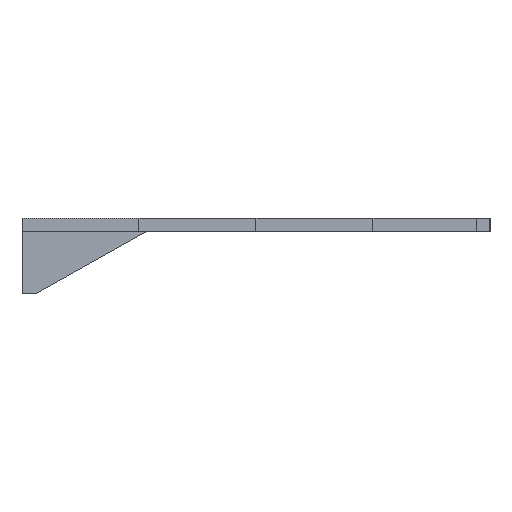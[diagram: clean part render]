
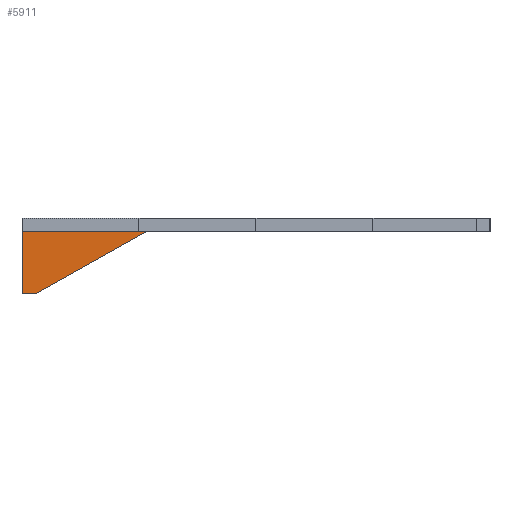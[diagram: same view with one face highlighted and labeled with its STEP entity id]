
A CAD part, left-side view. The second image highlights one B-rep face of the part: STEP entity #5911.
In plain terms, the highlighted planar face has unit normal (-1, 0, 0).
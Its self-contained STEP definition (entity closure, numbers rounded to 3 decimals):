
#3 = DIRECTION ( 'NONE',  ( 0., 0., 1. ) ) ;
#77 = CARTESIAN_POINT ( 'NONE',  ( -10.5, 52.5, 0. ) ) ;
#446 = CARTESIAN_POINT ( 'NONE',  ( -10.5, 24.5, -10.308 ) ) ;
#1220 = EDGE_CURVE ( 'NONE', #27197, #28479, #25455, .T. ) ;
#1261 = VECTOR ( 'NONE', #4759, 1000. ) ;
#1676 = VERTEX_POINT ( 'NONE', #13417 ) ;
#1904 = EDGE_CURVE ( 'NONE', #1676, #32161, #15091, .T. ) ;
#1951 = ORIENTED_EDGE ( 'NONE', *, *, #41454, .F. ) ;
#2003 = ORIENTED_EDGE ( 'NONE', *, *, #18509, .T. ) ;
#2812 = EDGE_CURVE ( 'NONE', #28479, #29478, #25409, .T. ) ;
#3060 = VERTEX_POINT ( 'NONE', #20892 ) ;
#3476 = LINE ( 'NONE', #38586, #18003 ) ;
#3484 = ORIENTED_EDGE ( 'NONE', *, *, #33052, .F. ) ;
#3674 = CARTESIAN_POINT ( 'NONE',  ( -10.5, 42., 0. ) ) ;
#3846 = DIRECTION ( 'NONE',  ( 0., 0., 1. ) ) ;
#4559 = CARTESIAN_POINT ( 'NONE',  ( -10.5, 37., 3. ) ) ;
#4759 = DIRECTION ( 'NONE',  ( 0., 0., 1. ) ) ;
#5020 = VECTOR ( 'NONE', #5832, 1000. ) ;
#5264 = EDGE_CURVE ( 'NONE', #35293, #31431, #29435, .T. ) ;
#5271 = CARTESIAN_POINT ( 'NONE',  ( -10.5, 39.5, 3. ) ) ;
#5832 = DIRECTION ( 'NONE',  ( 0., 1., 0. ) ) ;
#5911 = ADVANCED_FACE ( 'NONE', ( #25859 ), #22646, .F. ) ;
#6165 = DIRECTION ( 'NONE',  ( 0., 1., 0. ) ) ;
#6391 = CARTESIAN_POINT ( 'NONE',  ( -10.5, 42., -10.308 ) ) ;
#6416 = VECTOR ( 'NONE', #11385, 1000. ) ;
#7023 = CARTESIAN_POINT ( 'NONE',  ( -10.5, 52.5, -14. ) ) ;
#7976 = LINE ( 'NONE', #4559, #6416 ) ;
#8311 = CARTESIAN_POINT ( 'NONE',  ( -10.5, 42., 3. ) ) ;
#8440 = VERTEX_POINT ( 'NONE', #3674 ) ;
#9485 = DIRECTION ( 'NONE',  ( 0., 0., 1. ) ) ;
#10269 = LINE ( 'NONE', #446, #17861 ) ;
#10682 = CARTESIAN_POINT ( 'NONE',  ( -10.5, 29.5, -10.308 ) ) ;
#11243 = EDGE_CURVE ( 'NONE', #14759, #25267, #41937, .T. ) ;
#11341 = ORIENTED_EDGE ( 'NONE', *, *, #33720, .T. ) ;
#11385 = DIRECTION ( 'NONE',  ( 0., 1., 0. ) ) ;
#11916 = ORIENTED_EDGE ( 'NONE', *, *, #42365, .F. ) ;
#12502 = VECTOR ( 'NONE', #38061, 1000. ) ;
#12673 = ORIENTED_EDGE ( 'NONE', *, *, #11243, .T. ) ;
#13417 = CARTESIAN_POINT ( 'NONE',  ( -10.5, 32., 0. ) ) ;
#13475 = VECTOR ( 'NONE', #41160, 1000. ) ;
#13588 = CARTESIAN_POINT ( 'NONE',  ( -10.5, 27., 3. ) ) ;
#13876 = DIRECTION ( 'NONE',  ( 0., 1., 0. ) ) ;
#13932 = LINE ( 'NONE', #22705, #39347 ) ;
#14485 = CARTESIAN_POINT ( 'NONE',  ( -10.5, 32., 3. ) ) ;
#14759 = VERTEX_POINT ( 'NONE', #34204 ) ;
#15035 = VERTEX_POINT ( 'NONE', #19844 ) ;
#15091 = LINE ( 'NONE', #21932, #31668 ) ;
#15752 = LINE ( 'NONE', #37784, #22824 ) ;
#15851 = EDGE_CURVE ( 'NONE', #15035, #39804, #10269, .T. ) ;
#15933 = DIRECTION ( 'NONE',  ( 0., 0., 1. ) ) ;
#16131 = EDGE_CURVE ( 'NONE', #25267, #40010, #41048, .T. ) ;
#16729 = VERTEX_POINT ( 'NONE', #34964 ) ;
#17186 = ORIENTED_EDGE ( 'NONE', *, *, #2812, .T. ) ;
#17609 = LINE ( 'NONE', #34072, #1261 ) ;
#17861 = VECTOR ( 'NONE', #3, 1000. ) ;
#17925 = ORIENTED_EDGE ( 'NONE', *, *, #15851, .T. ) ;
#18003 = VECTOR ( 'NONE', #9485, 1000. ) ;
#18060 = CARTESIAN_POINT ( 'NONE',  ( -10.5, 52.5, -14. ) ) ;
#18290 = VERTEX_POINT ( 'NONE', #40921 ) ;
#18509 = EDGE_CURVE ( 'NONE', #16729, #14759, #13932, .T. ) ;
#18528 = DIRECTION ( 'NONE',  ( 0., 0., 1. ) ) ;
#18739 = VECTOR ( 'NONE', #6165, 1000. ) ;
#18818 = ORIENTED_EDGE ( 'NONE', *, *, #26963, .F. ) ;
#19033 = CARTESIAN_POINT ( 'NONE',  ( -10.5, 0., 0. ) ) ;
#19067 = VERTEX_POINT ( 'NONE', #30350 ) ;
#19271 = VECTOR ( 'NONE', #34527, 1000. ) ;
#19508 = LINE ( 'NONE', #35142, #5020 ) ;
#19578 = LINE ( 'NONE', #20004, #33250 ) ;
#19623 = EDGE_CURVE ( 'NONE', #39804, #23429, #19508, .T. ) ;
#19761 = LINE ( 'NONE', #28969, #19818 ) ;
#19791 = DIRECTION ( 'NONE',  ( 0., 0.873, -0.489 ) ) ;
#19818 = VECTOR ( 'NONE', #26390, 1000. ) ;
#19844 = CARTESIAN_POINT ( 'NONE',  ( -10.5, 24.5, 0. ) ) ;
#20004 = CARTESIAN_POINT ( 'NONE',  ( -10.5, 49.5, -14. ) ) ;
#20039 = ORIENTED_EDGE ( 'NONE', *, *, #36959, .F. ) ;
#20892 = CARTESIAN_POINT ( 'NONE',  ( -10.5, 27., 0. ) ) ;
#21000 = ORIENTED_EDGE ( 'NONE', *, *, #1904, .T. ) ;
#21932 = CARTESIAN_POINT ( 'NONE',  ( -10.5, 0., 0. ) ) ;
#21935 = CARTESIAN_POINT ( 'NONE',  ( -10.5, 42., 3. ) ) ;
#22223 = LINE ( 'NONE', #19033, #40459 ) ;
#22646 = PLANE ( 'NONE',  #28370 ) ;
#22705 = CARTESIAN_POINT ( 'NONE',  ( -10.5, 0., 0. ) ) ;
#22824 = VECTOR ( 'NONE', #18528, 1000. ) ;
#23429 = VERTEX_POINT ( 'NONE', #13588 ) ;
#24857 = ORIENTED_EDGE ( 'NONE', *, *, #40131, .F. ) ;
#25109 = CARTESIAN_POINT ( 'NONE',  ( -10.5, 52.5, 0. ) ) ;
#25267 = VERTEX_POINT ( 'NONE', #5271 ) ;
#25409 = LINE ( 'NONE', #41684, #18739 ) ;
#25455 = LINE ( 'NONE', #10682, #26832 ) ;
#25859 = FACE_OUTER_BOUND ( 'NONE', #29948, .T. ) ;
#26223 = CARTESIAN_POINT ( 'NONE',  ( -10.5, 52.5, -14. ) ) ;
#26390 = DIRECTION ( 'NONE',  ( 0., 0., 1. ) ) ;
#26479 = ORIENTED_EDGE ( 'NONE', *, *, #31062, .T. ) ;
#26499 = ORIENTED_EDGE ( 'NONE', *, *, #16131, .T. ) ;
#26574 = ORIENTED_EDGE ( 'NONE', *, *, #36000, .T. ) ;
#26832 = VECTOR ( 'NONE', #3846, 1000. ) ;
#26963 = EDGE_CURVE ( 'NONE', #1676, #29478, #19761, .T. ) ;
#27131 = DIRECTION ( 'NONE',  ( 1., 0., 0. ) ) ;
#27197 = VERTEX_POINT ( 'NONE', #40293 ) ;
#27473 = LINE ( 'NONE', #18060, #19271 ) ;
#27937 = CARTESIAN_POINT ( 'NONE',  ( -10.5, 29.5, 3. ) ) ;
#28133 = DIRECTION ( 'NONE',  ( 0., 1., 0. ) ) ;
#28370 = AXIS2_PLACEMENT_3D ( 'NONE', #6391, #27131, #13876 ) ;
#28479 = VERTEX_POINT ( 'NONE', #27937 ) ;
#28797 = EDGE_CURVE ( 'NONE', #35293, #38957, #27473, .T. ) ;
#28969 = CARTESIAN_POINT ( 'NONE',  ( -10.5, 32., -10.308 ) ) ;
#29435 = LINE ( 'NONE', #26223, #29827 ) ;
#29478 = VERTEX_POINT ( 'NONE', #14485 ) ;
#29599 = CARTESIAN_POINT ( 'NONE',  ( -10.5, 42., -10.308 ) ) ;
#29827 = VECTOR ( 'NONE', #39278, 1000. ) ;
#29948 = EDGE_LOOP ( 'NONE', ( #31661, #24857, #17925, #32841, #3484, #26479, #39966, #17186, #18818, #21000, #11341, #26574, #11916, #2003, #12673, #26499, #20039, #1951, #40443 ) ) ;
#30350 = CARTESIAN_POINT ( 'NONE',  ( -10.5, 37., 3. ) ) ;
#30831 = VECTOR ( 'NONE', #35310, 1000. ) ;
#31062 = EDGE_CURVE ( 'NONE', #3060, #27197, #22223, .T. ) ;
#31402 = CARTESIAN_POINT ( 'NONE',  ( -10.5, 34.5, 0. ) ) ;
#31431 = VERTEX_POINT ( 'NONE', #77 ) ;
#31661 = ORIENTED_EDGE ( 'NONE', *, *, #28797, .T. ) ;
#31668 = VECTOR ( 'NONE', #28133, 1000. ) ;
#32161 = VERTEX_POINT ( 'NONE', #31402 ) ;
#32186 = LINE ( 'NONE', #29599, #41324 ) ;
#32841 = ORIENTED_EDGE ( 'NONE', *, *, #19623, .T. ) ;
#33052 = EDGE_CURVE ( 'NONE', #3060, #23429, #3476, .T. ) ;
#33250 = VECTOR ( 'NONE', #19791, 1000. ) ;
#33329 = CARTESIAN_POINT ( 'NONE',  ( -10.5, 24.5, 3. ) ) ;
#33720 = EDGE_CURVE ( 'NONE', #32161, #18290, #15752, .T. ) ;
#34072 = CARTESIAN_POINT ( 'NONE',  ( -10.5, 37., -10.308 ) ) ;
#34204 = CARTESIAN_POINT ( 'NONE',  ( -10.5, 39.5, 0. ) ) ;
#34527 = DIRECTION ( 'NONE',  ( 0., -1., 0. ) ) ;
#34952 = LINE ( 'NONE', #25109, #13475 ) ;
#34964 = CARTESIAN_POINT ( 'NONE',  ( -10.5, 37., 0. ) ) ;
#35142 = CARTESIAN_POINT ( 'NONE',  ( -10.5, 27., 3. ) ) ;
#35293 = VERTEX_POINT ( 'NONE', #7023 ) ;
#35310 = DIRECTION ( 'NONE',  ( 0., 0., 1. ) ) ;
#36000 = EDGE_CURVE ( 'NONE', #18290, #19067, #7976, .T. ) ;
#36402 = DIRECTION ( 'NONE',  ( 0., 1., 0. ) ) ;
#36959 = EDGE_CURVE ( 'NONE', #8440, #40010, #32186, .T. ) ;
#37784 = CARTESIAN_POINT ( 'NONE',  ( -10.5, 34.5, -10.308 ) ) ;
#38061 = DIRECTION ( 'NONE',  ( 0., 1., 0. ) ) ;
#38586 = CARTESIAN_POINT ( 'NONE',  ( -10.5, 27., -10.308 ) ) ;
#38957 = VERTEX_POINT ( 'NONE', #39944 ) ;
#39278 = DIRECTION ( 'NONE',  ( 0., 0., 1. ) ) ;
#39347 = VECTOR ( 'NONE', #36402, 1000. ) ;
#39804 = VERTEX_POINT ( 'NONE', #33329 ) ;
#39944 = CARTESIAN_POINT ( 'NONE',  ( -10.5, 49.5, -14. ) ) ;
#39966 = ORIENTED_EDGE ( 'NONE', *, *, #1220, .T. ) ;
#40010 = VERTEX_POINT ( 'NONE', #21935 ) ;
#40131 = EDGE_CURVE ( 'NONE', #15035, #38957, #19578, .T. ) ;
#40293 = CARTESIAN_POINT ( 'NONE',  ( -10.5, 29.5, 0. ) ) ;
#40443 = ORIENTED_EDGE ( 'NONE', *, *, #5264, .F. ) ;
#40459 = VECTOR ( 'NONE', #41493, 1000. ) ;
#40921 = CARTESIAN_POINT ( 'NONE',  ( -10.5, 34.5, 3. ) ) ;
#41048 = LINE ( 'NONE', #8311, #12502 ) ;
#41160 = DIRECTION ( 'NONE',  ( 0., -1., 0. ) ) ;
#41324 = VECTOR ( 'NONE', #15933, 1000. ) ;
#41454 = EDGE_CURVE ( 'NONE', #31431, #8440, #34952, .T. ) ;
#41493 = DIRECTION ( 'NONE',  ( 0., 1., 0. ) ) ;
#41684 = CARTESIAN_POINT ( 'NONE',  ( -10.5, 32., 3. ) ) ;
#41937 = LINE ( 'NONE', #42146, #30831 ) ;
#42146 = CARTESIAN_POINT ( 'NONE',  ( -10.5, 39.5, -10.308 ) ) ;
#42365 = EDGE_CURVE ( 'NONE', #16729, #19067, #17609, .T. ) ;
